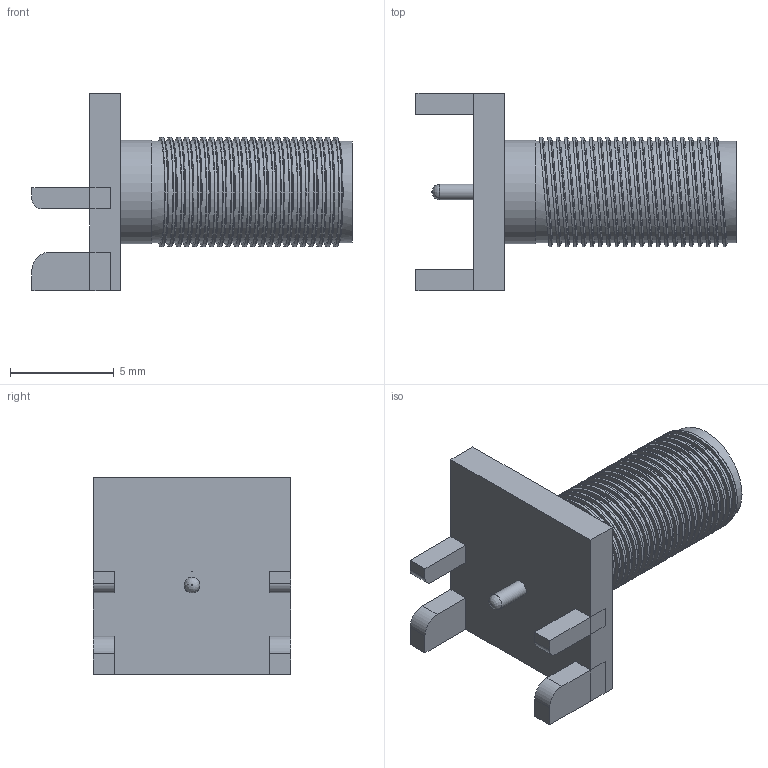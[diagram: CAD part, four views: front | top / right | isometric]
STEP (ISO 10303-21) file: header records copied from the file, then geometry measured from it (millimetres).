
FILE_DESCRIPTION(/* description */ ('model of SMA_Amphenol_132289_EdgeMount'),/* implementation_level */ '2;1');
FILE_NAME(/* name */ 'SMA_Amphenol_132289_EdgeMount.step',/* time_stamp */ '2019-01-01T19:50:47',/* author */ ('kicad StepUp','ksu'),/* organization */ ('FreeCAD'),/* preprocessor_version */ 'OCC',/* originating_system */ 'kicad StepUp',/* authorisation */ '');
FILE_SCHEMA(('AUTOMOTIVE_DESIGN { 1 0 10303 214 1 1 1 1 }'));
Length unit declared in the file: millimetre
Products named in the file (1): SMA_Amphenol_132289
Bounding box: 15.44 x 9.52 x 9.52 mm (x, y, z)
Volume: 297.3 mm3; surface area: 821.4 mm2
Topology: 2 solids, 2 shells, 185 faces, 336 edges, 204 vertices
Faces by surface type: plane 85, cylinder 55, cone 44, revolution 1
Full cylindrical faces by diameter (mm): 0.02 x1, 0.2 x1, 0.76 x1, 3.3 x1, 4.5 x1, 4.9 x23, 5 x1, 5.3 x22
Entity records: 5811 total; most frequent: DIRECTION 862, CARTESIAN_POINT 731, ORIENTED_EDGE 668, AXIS2_PLACEMENT_3D 342, EDGE_CURVE 334, FACE_BOUND 236, EDGE_LOOP 236, VERTEX_POINT 204
